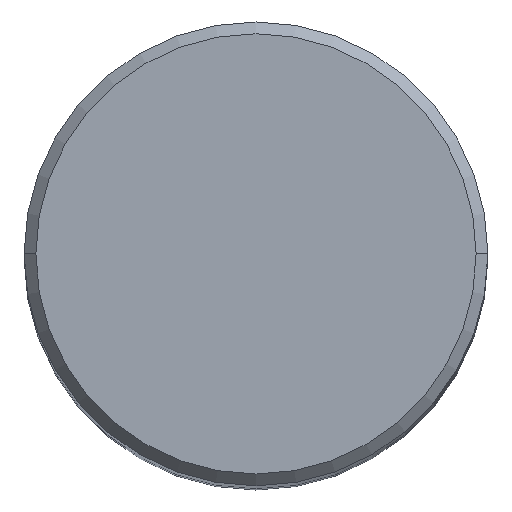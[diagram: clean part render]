
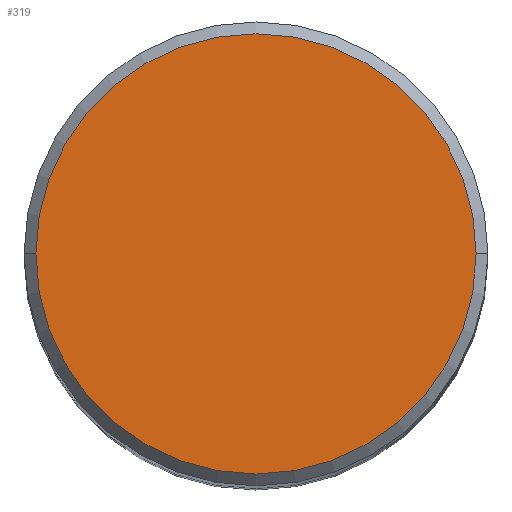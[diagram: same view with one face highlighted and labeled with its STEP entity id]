
A CAD part, top view. The second image highlights one B-rep face of the part: STEP entity #319.
In plain terms, the highlighted planar face has unit normal (0, 0, 1).
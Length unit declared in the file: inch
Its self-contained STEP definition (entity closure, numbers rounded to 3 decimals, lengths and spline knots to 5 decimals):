
#2 = AXIS2_PLACEMENT_3D ( 'NONE', #294, #260, #291 ) ;
#18 = CIRCLE ( 'NONE', #63, 0.3737 ) ;
#37 = CARTESIAN_POINT ( 'NONE',  ( 0., 0., 0. ) ) ;
#50 = CARTESIAN_POINT ( 'NONE',  ( -0.3737, 0., 0. ) ) ;
#51 = DIRECTION ( 'NONE',  ( -1., 0., 0. ) ) ;
#63 = AXIS2_PLACEMENT_3D ( 'NONE', #37, #128, #124 ) ;
#67 = CARTESIAN_POINT ( 'NONE',  ( 0.3737, 0., 0. ) ) ;
#71 = AXIS2_PLACEMENT_3D ( 'NONE', #165, #326, #51 ) ;
#85 = VERTEX_POINT ( 'NONE', #50 ) ;
#103 = PLANE ( 'NONE',  #71 ) ;
#115 = EDGE_CURVE ( 'NONE', #196, #85, #365, .T. ) ;
#124 = DIRECTION ( 'NONE',  ( 1., 0., 0. ) ) ;
#128 = DIRECTION ( 'NONE',  ( 0., 0., 1. ) ) ;
#165 = CARTESIAN_POINT ( 'NONE',  ( 0., 0.3737, 0. ) ) ;
#187 = FACE_OUTER_BOUND ( 'NONE', #289, .T. ) ;
#190 = EDGE_CURVE ( 'NONE', #85, #196, #18, .T. ) ;
#196 = VERTEX_POINT ( 'NONE', #67 ) ;
#229 = ORIENTED_EDGE ( 'NONE', *, *, #190, .T. ) ;
#260 = DIRECTION ( 'NONE',  ( 0., 0., 1. ) ) ;
#289 = EDGE_LOOP ( 'NONE', ( #229, #297 ) ) ;
#291 = DIRECTION ( 'NONE',  ( 1., 0., 0. ) ) ;
#294 = CARTESIAN_POINT ( 'NONE',  ( 0., 0., 0. ) ) ;
#297 = ORIENTED_EDGE ( 'NONE', *, *, #115, .T. ) ;
#319 = ADVANCED_FACE ( 'NONE', ( #187 ), #103, .F. ) ;
#326 = DIRECTION ( 'NONE',  ( 0., 0., -1. ) ) ;
#365 = CIRCLE ( 'NONE', #2, 0.3737 ) ;
